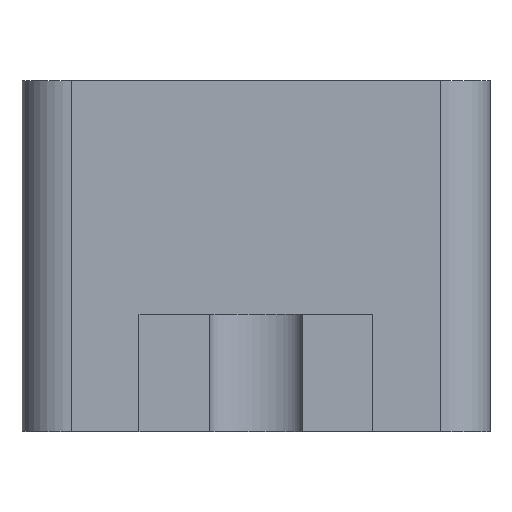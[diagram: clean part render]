
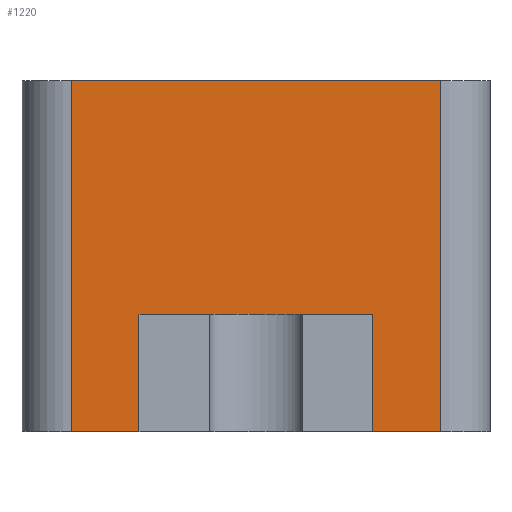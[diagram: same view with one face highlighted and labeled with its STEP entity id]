
A CAD part, left-side view. The second image highlights one B-rep face of the part: STEP entity #1220.
In plain terms, the highlighted planar face has unit normal (-1, 0, 0).
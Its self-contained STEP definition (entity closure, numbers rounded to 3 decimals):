
#1002 = EDGE_CURVE('',#1003,#1005,#1007,.T.);
#1003 = VERTEX_POINT('',#1004);
#1004 = CARTESIAN_POINT('',(-0.7,-0.315,0.));
#1005 = VERTEX_POINT('',#1006);
#1006 = CARTESIAN_POINT('',(-0.7,-0.315,0.6));
#1007 = LINE('',#1008,#1009);
#1008 = CARTESIAN_POINT('',(-0.7,-0.315,0.));
#1009 = VECTOR('',#1010,1.);
#1010 = DIRECTION('',(0.,0.,1.));
#1037 = EDGE_CURVE('',#1003,#1038,#1040,.T.);
#1038 = VERTEX_POINT('',#1039);
#1039 = CARTESIAN_POINT('',(-0.7,0.315,0.));
#1040 = LINE('',#1041,#1042);
#1041 = CARTESIAN_POINT('',(-0.7,-0.315,0.));
#1042 = VECTOR('',#1043,1.);
#1043 = DIRECTION('',(0.,1.,0.));
#1114 = VERTEX_POINT('',#1115);
#1115 = CARTESIAN_POINT('',(-0.7,0.315,0.6));
#1122 = EDGE_CURVE('',#1005,#1114,#1123,.T.);
#1123 = LINE('',#1124,#1125);
#1124 = CARTESIAN_POINT('',(-0.7,-0.315,0.6));
#1125 = VECTOR('',#1126,1.);
#1126 = DIRECTION('',(0.,1.,0.));
#1220 = ADVANCED_FACE('',(#1221),#1232,.T.);
#1221 = FACE_BOUND('',#1222,.T.);
#1222 = EDGE_LOOP('',(#1223,#1224,#1225,#1231));
#1223 = ORIENTED_EDGE('',*,*,#1002,.T.);
#1224 = ORIENTED_EDGE('',*,*,#1122,.T.);
#1225 = ORIENTED_EDGE('',*,*,#1226,.F.);
#1226 = EDGE_CURVE('',#1038,#1114,#1227,.T.);
#1227 = LINE('',#1228,#1229);
#1228 = CARTESIAN_POINT('',(-0.7,0.315,0.));
#1229 = VECTOR('',#1230,1.);
#1230 = DIRECTION('',(0.,0.,1.));
#1231 = ORIENTED_EDGE('',*,*,#1037,.F.);
#1232 = PLANE('',#1233);
#1233 = AXIS2_PLACEMENT_3D('',#1234,#1235,#1236);
#1234 = CARTESIAN_POINT('',(-0.7,-0.315,0.));
#1235 = DIRECTION('',(-1.,0.,0.));
#1236 = DIRECTION('',(0.,1.,0.));
